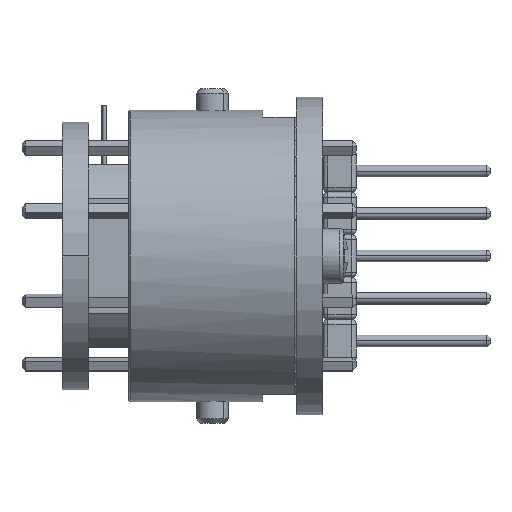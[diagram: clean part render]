
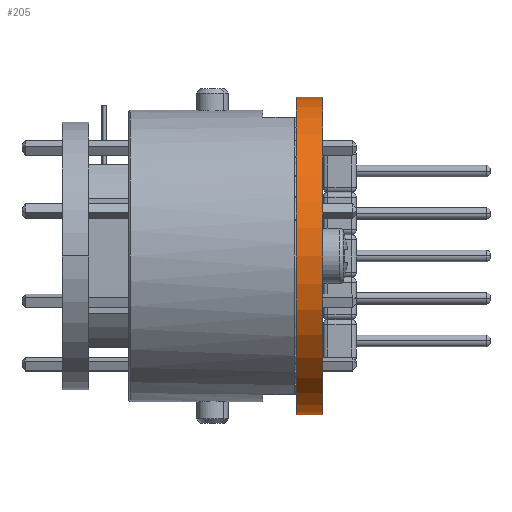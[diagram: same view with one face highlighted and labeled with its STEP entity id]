
A CAD part, left-side view. The second image highlights one B-rep face of the part: STEP entity #205.
In plain terms, the highlighted cylindrical face has radius 9.5 mm (diameter 18.999 mm), a partial arc.
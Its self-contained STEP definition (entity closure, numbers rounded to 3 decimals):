
#205 = ADVANCED_FACE ( 'NONE', ( #10483 ), #8407, .T. ) ;
#972 = CARTESIAN_POINT ( 'NONE',  ( 0., -1.6, 9.5 ) ) ;
#1190 = CARTESIAN_POINT ( 'NONE',  ( 0., 0., -9.499 ) ) ;
#1216 = CARTESIAN_POINT ( 'NONE',  ( 0., -1.6, -9.499 ) ) ;
#1277 = CARTESIAN_POINT ( 'NONE',  ( 0., 0., 9.5 ) ) ;
#1821 = CARTESIAN_POINT ( 'NONE',  ( 0., 0., 0.001 ) ) ;
#1879 = DIRECTION ( 'NONE',  ( 0., -1., 0. ) ) ;
#1881 = CARTESIAN_POINT ( 'NONE',  ( 0., 0., -9.499 ) ) ;
#1921 = DIRECTION ( 'NONE',  ( 0., -1., 0. ) ) ;
#1926 = DIRECTION ( 'NONE',  ( 0., 0., 1. ) ) ;
#1958 = DIRECTION ( 'NONE',  ( 0., -1., 0. ) ) ;
#1959 = CARTESIAN_POINT ( 'NONE',  ( 0., 0., 9.5 ) ) ;
#2911 = ORIENTED_EDGE ( 'NONE', *, *, #13404, .T. ) ;
#2912 = ORIENTED_EDGE ( 'NONE', *, *, #13417, .T. ) ;
#2913 = ORIENTED_EDGE ( 'NONE', *, *, #13436, .F. ) ;
#2914 = ORIENTED_EDGE ( 'NONE', *, *, #13561, .F. ) ;
#3238 = VERTEX_POINT ( 'NONE', #1277 ) ;
#3290 = VERTEX_POINT ( 'NONE', #1216 ) ;
#3312 = VERTEX_POINT ( 'NONE', #1190 ) ;
#3627 = VERTEX_POINT ( 'NONE', #972 ) ;
#8407 = CYLINDRICAL_SURFACE ( 'NONE', #15513, 9.5 ) ;
#10483 = FACE_OUTER_BOUND ( 'NONE', #13918, .T. ) ;
#10491 = DIRECTION ( 'NONE',  ( 0., 0., 1. ) ) ;
#10492 = DIRECTION ( 'NONE',  ( 0., -1., 0. ) ) ;
#10493 = CARTESIAN_POINT ( 'NONE',  ( 0., -1.6, 0.001 ) ) ;
#12166 = AXIS2_PLACEMENT_3D ( 'NONE', #10493, #10492, #10491 ) ;
#12179 = AXIS2_PLACEMENT_3D ( 'NONE', #1821, #1921, #1926 ) ;
#12417 = DIRECTION ( 'NONE',  ( 0., 0., 1. ) ) ;
#12433 = DIRECTION ( 'NONE',  ( 0., -1., 0. ) ) ;
#12435 = CARTESIAN_POINT ( 'NONE',  ( 0., 0., 0.001 ) ) ;
#13404 = EDGE_CURVE ( 'NONE', #3238, #3312, #16459, .T. ) ;
#13417 = EDGE_CURVE ( 'NONE', #3312, #3290, #16480, .T. ) ;
#13436 = EDGE_CURVE ( 'NONE', #3627, #3290, #16509, .T. ) ;
#13561 = EDGE_CURVE ( 'NONE', #3238, #3627, #16688, .T. ) ;
#13918 = EDGE_LOOP ( 'NONE', ( #2911, #2912, #2913, #2914 ) ) ;
#15513 = AXIS2_PLACEMENT_3D ( 'NONE', #12435, #12433, #12417 ) ;
#16459 = CIRCLE ( 'NONE', #12179, 9.5 ) ;
#16480 = LINE ( 'NONE', #1881, #16483 ) ;
#16483 = VECTOR ( 'NONE', #1879, 1000. ) ;
#16509 = CIRCLE ( 'NONE', #12166, 9.5 ) ;
#16688 = LINE ( 'NONE', #1959, #16691 ) ;
#16691 = VECTOR ( 'NONE', #1958, 1000. ) ;
